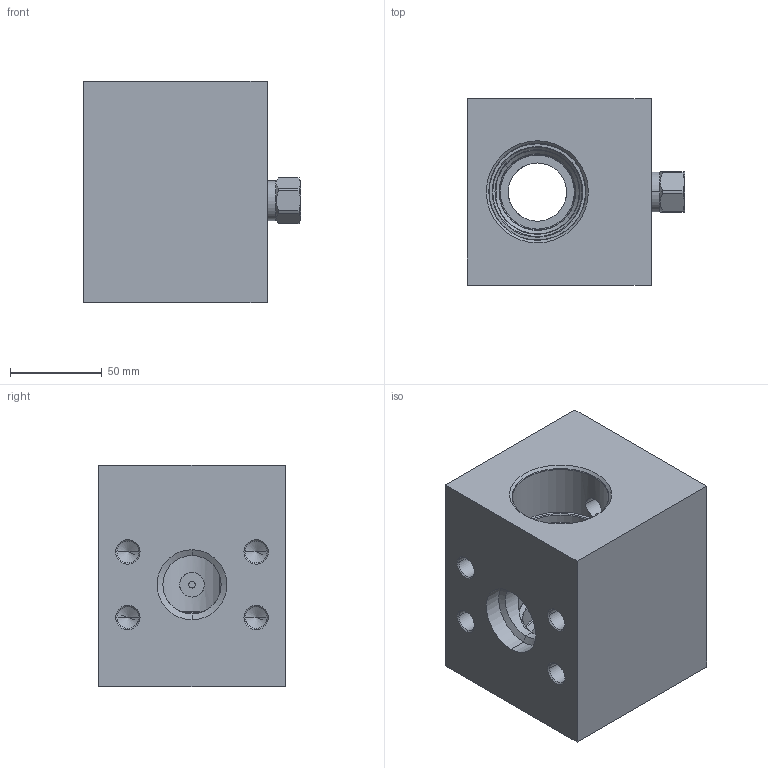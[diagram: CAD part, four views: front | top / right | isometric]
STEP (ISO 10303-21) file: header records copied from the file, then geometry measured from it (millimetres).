
FILE_DESCRIPTION((''),'2;1');
FILE_NAME('KGR_ASM','2019-10-04T',('ProEService'),(''),'PRO/ENGINEER BY PARAMETRIC TECHNOLOGY CORPORATION, 2014200','PRO/ENGINEER BY PARAMETRIC TECHNOLOGY CORPORATION, 2014200','');
FILE_SCHEMA(('CONFIG_CONTROL_DESIGN'));
Length unit declared in the file: inch
Products named in the file (3): 151-062; CSAAEXN; KGR_ASM
Assembly tree (2 placements, depth 2):
  KGR_ASM
    151-062
    CSAAEXN
Bounding box: 118.29 x 101.6 x 120.65 mm (x, y, z)
Volume: 978224 mm3; surface area: 105648.4 mm2
Topology: 3 solids, 5 shells, 310 faces, 978 edges, 788 vertices
Faces by surface type: cylinder 134, cone 98, plane 41, torus 31, revolution 6
Entity records: 12343 total; most frequent: CARTESIAN_POINT 3785, DIRECTION 1863, ORIENTED_EDGE 1440, EDGE_CURVE 720, AXIS2_PLACEMENT_3D 690, VECTOR 477, LINE 477, VERTEX_POINT 440
